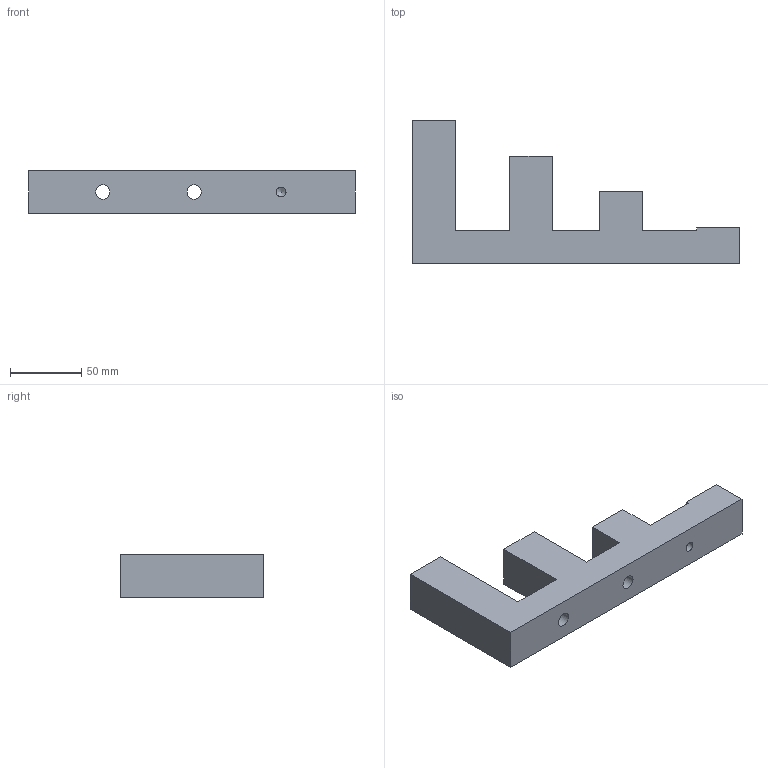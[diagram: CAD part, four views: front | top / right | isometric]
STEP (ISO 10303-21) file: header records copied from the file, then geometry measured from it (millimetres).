
FILE_DESCRIPTION (( 'STEP AP203' ), '1' );
FILE_NAME ('YIS11-4-30-8 Èçîëÿòîð ñòóïåí÷àòûé ÈÑâ4-30 (Ì8) ñèëîâîé ÈÝÊ.STEP', '2016-09-15T08:47:50', ( '' ), ( '' ), 'SwSTEP 2.0', 'SolidWorks 2014', '' );
FILE_SCHEMA (( 'CONFIG_CONTROL_DESIGN' ));
Length unit declared in the file: millimetre
Products named in the file (1): YIS11-4-30-8 Èçîëÿòîð ñòóïåí÷àòûé ÈÑâ4-30 (Ì8) ñèëîâîé ÈÝÊ
Bounding box: 229 x 100 x 30 mm (x, y, z)
Volume: 291130.9 mm3; surface area: 47628.9 mm2
Topology: 1 solids, 1 shells, 44 faces, 117 edges, 77 vertices
Faces by surface type: plane 32, cylinder 7, cone 5
Full cylindrical faces by diameter (mm): 6.8 x5, 10 x2
Entity records: 1313 total; most frequent: CARTESIAN_POINT 213, DIRECTION 202, ORIENTED_EDGE 196, EDGE_CURVE 98, VECTOR 84, LINE 84, VERTEX_POINT 70, EDGE_LOOP 62
